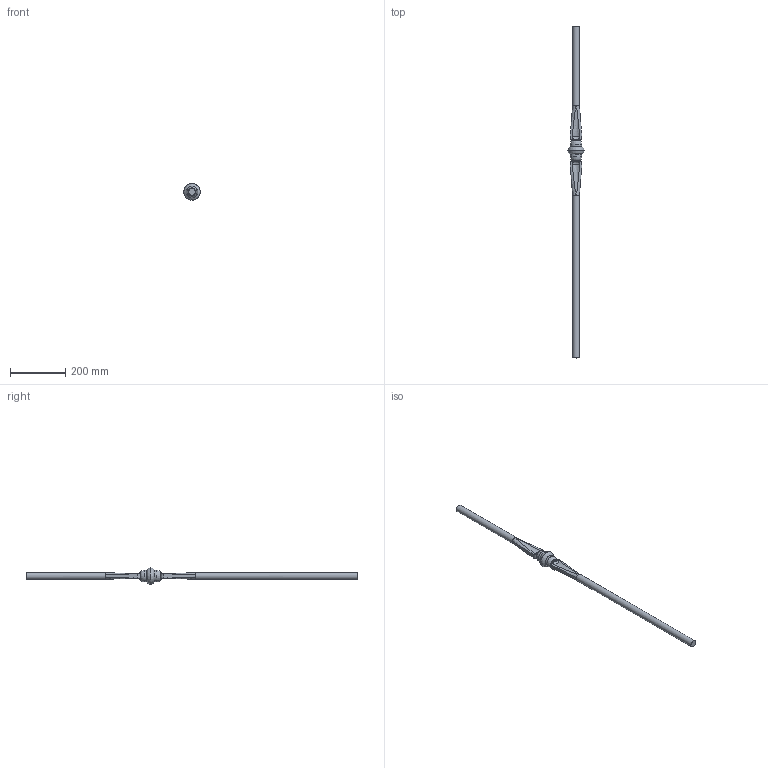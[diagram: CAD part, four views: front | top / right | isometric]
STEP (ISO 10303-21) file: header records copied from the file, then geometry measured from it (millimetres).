
FILE_DESCRIPTION (( 'STEP AP203' ), '1' );
FILE_NAME ('1016.STEP', '2023-10-02T07:27:41', ( '' ), ( '' ), 'SwSTEP 2.0', 'SolidWorks 2018', '' );
FILE_SCHEMA (( 'CONFIG_CONTROL_DESIGN' ));
Length unit declared in the file: millimetre
Products named in the file (1): 1016
Bounding box: 59.99 x 1200 x 59.94 mm (x, y, z)
Volume: 684429.4 mm3; surface area: 119128.7 mm2
Topology: 2 solids, 2 shells, 75 faces, 209 edges, 130 vertices
Faces by surface type: bspline 64, cylinder 7, plane 4
Full cylindrical faces by diameter (mm): 25 x2, 28 x1, 28.5 x1, 42 x2, 60 x1
Entity records: 6931 total; most frequent: CARTESIAN_POINT 5526, ORIENTED_EDGE 380, EDGE_CURVE 190, B_SPLINE_CURVE_WITH_KNOTS 144, VERTEX_POINT 130, DIRECTION 104, EDGE_LOOP 88, FACE_OUTER_BOUND 86
